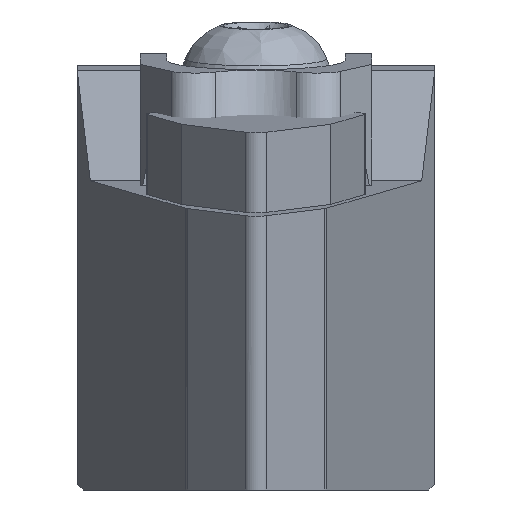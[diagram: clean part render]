
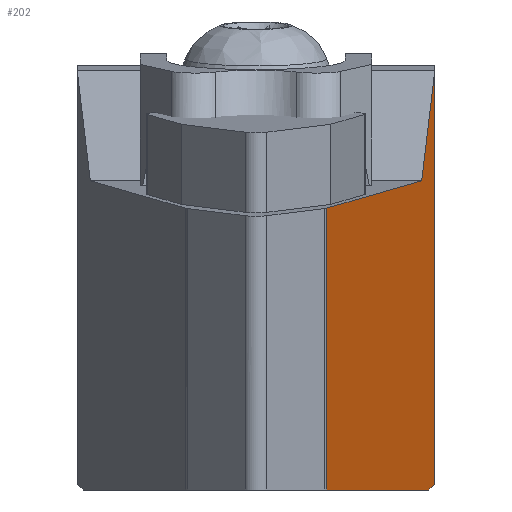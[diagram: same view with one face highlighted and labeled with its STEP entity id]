
A CAD part, left-side view. The second image highlights one B-rep face of the part: STEP entity #202.
In plain terms, the highlighted planar face has unit normal (-0.34, -0.94, -0.036).
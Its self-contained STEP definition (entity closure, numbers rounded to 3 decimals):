
#95=FACE_OUTER_BOUND('',#383,.T.);
#202=ADVANCED_FACE('',(#95),#289,.F.);
#289=PLANE('',#1554);
#383=EDGE_LOOP('',(#513,#514,#515,#516,#517,#518));
#513=ORIENTED_EDGE('',*,*,#1031,.F.);
#514=ORIENTED_EDGE('',*,*,#1058,.F.);
#515=ORIENTED_EDGE('',*,*,#1059,.T.);
#516=ORIENTED_EDGE('',*,*,#1060,.F.);
#517=ORIENTED_EDGE('',*,*,#1061,.F.);
#518=ORIENTED_EDGE('',*,*,#1041,.F.);
#895=VERTEX_POINT('',#2065);
#896=VERTEX_POINT('',#2066);
#905=VERTEX_POINT('',#2086);
#919=VERTEX_POINT('',#2120);
#920=VERTEX_POINT('',#2122);
#921=VERTEX_POINT('',#2124);
#1031=EDGE_CURVE('',#895,#896,#1238,.T.);
#1041=EDGE_CURVE('',#896,#905,#1248,.T.);
#1058=EDGE_CURVE('',#919,#895,#1263,.T.);
#1059=EDGE_CURVE('',#919,#920,#1264,.T.);
#1060=EDGE_CURVE('',#921,#920,#1265,.T.);
#1061=EDGE_CURVE('',#905,#921,#1266,.T.);
#1238=LINE('',#2064,#1391);
#1248=LINE('',#2085,#1401);
#1263=LINE('',#2119,#1416);
#1264=LINE('',#2121,#1417);
#1265=LINE('',#2123,#1418);
#1266=LINE('',#2125,#1419);
#1391=VECTOR('',#1669,1.);
#1401=VECTOR('',#1681,1.);
#1416=VECTOR('',#1706,1.);
#1417=VECTOR('',#1707,1.);
#1418=VECTOR('',#1708,1.);
#1419=VECTOR('',#1709,1.);
#1554=AXIS2_PLACEMENT_3D('',#2126,#1710,#1711);
#1669=DIRECTION('',(0.215,-0.115,0.97));
#1681=DIRECTION('',(0.105,0.,-0.995));
#1706=DIRECTION('',(0.935,-0.342,0.098));
#1707=DIRECTION('',(0.105,0.,-0.995));
#1708=DIRECTION('',(-0.94,0.34,0.));
#1709=DIRECTION('',(-0.883,0.332,-0.332));
#1710=DIRECTION('',(0.34,0.94,0.036));
#1711=DIRECTION('',(-0.94,0.34,0.));
#2064=CARTESIAN_POINT('',(16.394,-17.216,-20.259));
#2065=CARTESIAN_POINT('',(20.298,-19.299,-2.653));
#2066=CARTESIAN_POINT('',(21.612,-20.,3.277));
#2085=CARTESIAN_POINT('',(24.305,-20.,-22.342));
#2086=CARTESIAN_POINT('',(24.027,-20.,-19.7));
#2119=CARTESIAN_POINT('',(22.214,-20.,-2.451));
#2120=CARTESIAN_POINT('',(5.745,-13.973,-4.182));
#2121=CARTESIAN_POINT('',(7.835,-13.973,-24.073));
#2122=CARTESIAN_POINT('',(7.407,-13.973,-20.));
#2123=CARTESIAN_POINT('',(24.276,-20.079,-20.));
#2124=CARTESIAN_POINT('',(23.23,-19.7,-20.));
#2125=CARTESIAN_POINT('',(23.469,-19.79,-19.91));
#2126=CARTESIAN_POINT('',(24.305,-20.,-22.342));
